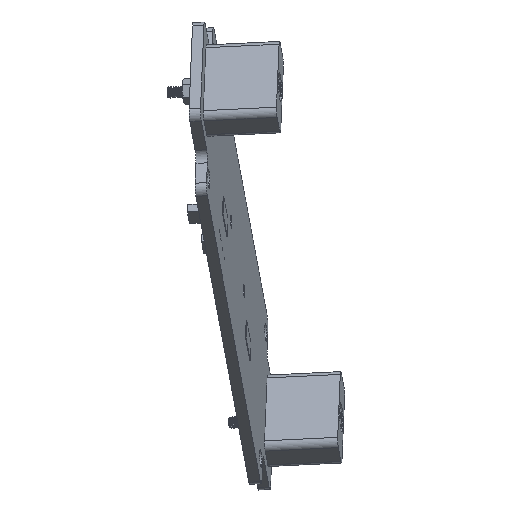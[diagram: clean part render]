
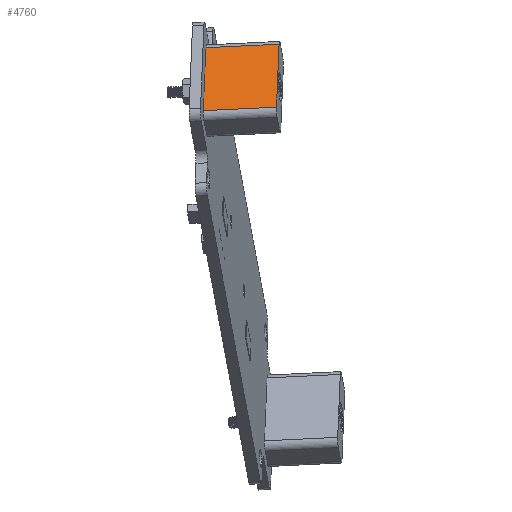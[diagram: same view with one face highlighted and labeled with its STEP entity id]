
A CAD part, left-side view. The second image highlights one B-rep face of the part: STEP entity #4760.
In plain terms, the highlighted face is planar.
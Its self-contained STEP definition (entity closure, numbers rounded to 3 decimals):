
#592=FACE_OUTER_BOUND('',#879,.T.);
#879=EDGE_LOOP('',(#3656,#3657,#3658,#3659));
#1394=LINE('',#7275,#1735);
#1399=LINE('',#7287,#1740);
#1406=LINE('',#7312,#1747);
#1407=LINE('',#7314,#1748);
#1735=VECTOR('',#6084,10.);
#1740=VECTOR('',#6095,10.);
#1747=VECTOR('',#6120,10.);
#1748=VECTOR('',#6123,10.);
#2064=VERTEX_POINT('',#7272);
#2065=VERTEX_POINT('',#7274);
#2069=VERTEX_POINT('',#7286);
#2077=VERTEX_POINT('',#7308);
#2630=EDGE_CURVE('',#2064,#2065,#1394,.T.);
#2636=EDGE_CURVE('',#2069,#2065,#1399,.T.);
#2649=EDGE_CURVE('',#2069,#2077,#1406,.T.);
#2650=EDGE_CURVE('',#2077,#2064,#1407,.T.);
#3656=ORIENTED_EDGE('',*,*,#2630,.F.);
#3657=ORIENTED_EDGE('',*,*,#2650,.F.);
#3658=ORIENTED_EDGE('',*,*,#2649,.F.);
#3659=ORIENTED_EDGE('',*,*,#2636,.T.);
#4529=PLANE('',#5286);
#4760=ADVANCED_FACE('',(#592),#4529,.T.);
#5286=AXIS2_PLACEMENT_3D('',#7313,#6121,#6122);
#6084=DIRECTION('',(0.,-1.,0.));
#6095=DIRECTION('',(-1.,0.,0.));
#6120=DIRECTION('',(0.,1.,0.));
#6121=DIRECTION('center_axis',(0.,0.,-1.));
#6122=DIRECTION('ref_axis',(-1.,0.,0.));
#6123=DIRECTION('',(-1.,0.,0.));
#7272=CARTESIAN_POINT('',(-12.,10.06,-5.));
#7274=CARTESIAN_POINT('',(-12.,0.,-5.));
#7275=CARTESIAN_POINT('',(-12.,0.,-5.));
#7286=CARTESIAN_POINT('',(-1.,0.,-5.));
#7287=CARTESIAN_POINT('',(0.,0.,-5.));
#7308=CARTESIAN_POINT('',(-1.,10.06,-5.));
#7312=CARTESIAN_POINT('',(-1.,0.,-5.));
#7313=CARTESIAN_POINT('Origin',(0.,0.,-5.));
#7314=CARTESIAN_POINT('',(0.,10.06,-5.));
